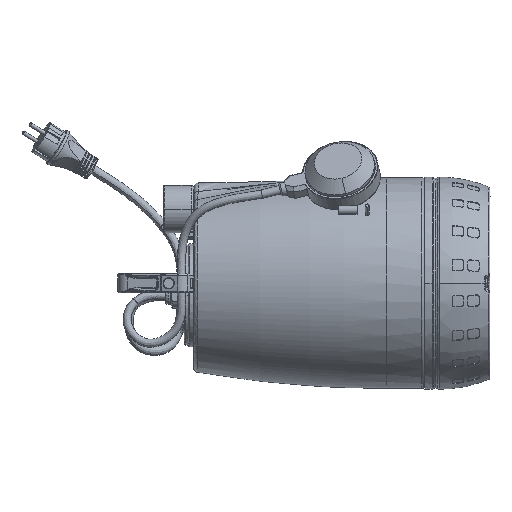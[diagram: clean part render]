
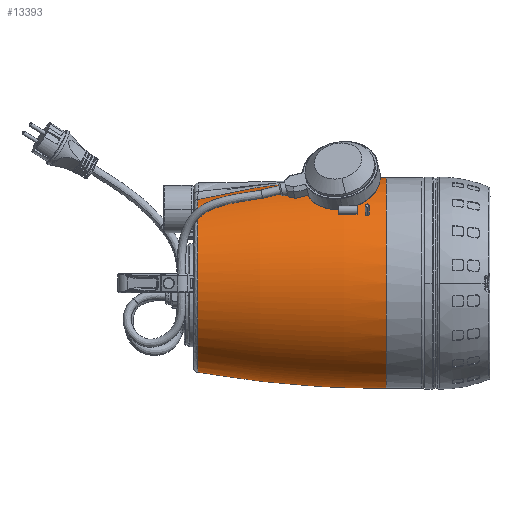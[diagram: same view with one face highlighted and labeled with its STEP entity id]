
A CAD part, left-side view. The second image highlights one B-rep face of the part: STEP entity #13393.
In plain terms, the highlighted toroidal (fillet/blend) face has major radius 1069.78 mm and minor radius 1183.03 mm.
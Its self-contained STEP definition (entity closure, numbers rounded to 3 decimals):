
#698 = EDGE_CURVE ( 'NONE', #140189, #125294, #128970, .T. ) ;
#1125 = ORIENTED_EDGE ( 'NONE', *, *, #93738, .T. ) ;
#5464 = AXIS2_PLACEMENT_3D ( 'NONE', #63100, #30140, #42144 ) ;
#6963 = CARTESIAN_POINT ( 'NONE',  ( -110.539, 229.415, -33.578 ) ) ;
#9718 = CARTESIAN_POINT ( 'NONE',  ( -121.429, 177.554, -25.186 ) ) ;
#10131 = CARTESIAN_POINT ( 'NONE',  ( 74.836, 229.415, 0. ) ) ;
#11189 = CARTESIAN_POINT ( 'NONE',  ( -132.156, 95.099, -0.614 ) ) ;
#12614 = TOROIDAL_SURFACE ( 'NONE', #5464, -1069.781, 1183.031 ) ;
#13393 = ADVANCED_FACE ( 'NONE', ( #28657 ), #12614, .T. ) ;
#18208 = CARTESIAN_POINT ( 'NONE',  ( -90.896, 229.415, -66.936 ) ) ;
#18899 = AXIS2_PLACEMENT_3D ( 'NONE', #56819, #69496, #32900 ) ;
#21711 = CARTESIAN_POINT ( 'NONE',  ( -112.546, 220.768, -32.417 ) ) ;
#23193 = CARTESIAN_POINT ( 'NONE',  ( -118.129, 194.833, -28.366 ) ) ;
#23909 = CARTESIAN_POINT ( 'NONE',  ( -111.216, 226.534, -33.202 ) ) ;
#25400 = EDGE_CURVE ( 'NONE', #74010, #87302, #80382, .T. ) ;
#26989 = AXIS2_PLACEMENT_3D ( 'NONE', #136406, #54248, #145426 ) ;
#28657 = FACE_OUTER_BOUND ( 'NONE', #124609, .T. ) ;
#29396 = CARTESIAN_POINT ( 'NONE',  ( 28.243, 229.415, -84.418 ) ) ;
#30140 = DIRECTION ( 'NONE',  ( 0., -1., 0. ) ) ;
#30151 = CARTESIAN_POINT ( 'NONE',  ( 54.078, 229.415, -62.626 ) ) ;
#32181 = CARTESIAN_POINT ( 'NONE',  ( -130.948, 109.059, -8.407 ) ) ;
#32900 = DIRECTION ( 'NONE',  ( 1., 0., 0. ) ) ;
#35553 = CIRCLE ( 'NONE', #18899, 1183.031 ) ;
#40651 = CARTESIAN_POINT ( 'NONE',  ( 74.836, 229.415, 0. ) ) ;
#42144 = DIRECTION ( 'NONE',  ( 1., 0., 0. ) ) ;
#54248 = DIRECTION ( 'NONE',  ( 0., 0., -1. ) ) ;
#56819 = CARTESIAN_POINT ( 'NONE',  ( 1048.888, 26.561, 0. ) ) ;
#63100 = CARTESIAN_POINT ( 'NONE',  ( -20.893, 26.561, 0. ) ) ;
#68807 = CARTESIAN_POINT ( 'NONE',  ( -131.984, 97.277, -3.154 ) ) ;
#69496 = DIRECTION ( 'NONE',  ( 0., 0., 1. ) ) ;
#69531 = CARTESIAN_POINT ( 'NONE',  ( -131.331, 104.949, -6.935 ) ) ;
#74010 = VERTEX_POINT ( 'NONE', #136778 ) ;
#75044 = CARTESIAN_POINT ( 'NONE',  ( -3.482, 229.415, -96.117 ) ) ;
#75802 = CARTESIAN_POINT ( 'NONE',  ( -108.595, 229.415, -38.769 ) ) ;
#78710 = CARTESIAN_POINT ( 'NONE',  ( -20.893, 26.561, 0. ) ) ;
#80382 = CIRCLE ( 'NONE', #87535, 113.25 ) ;
#80907 = DIRECTION ( 'NONE',  ( 0., -1., 0. ) ) ;
#82220 = ORIENTED_EDGE ( 'NONE', *, *, #87357, .F. ) ;
#86223 = CARTESIAN_POINT ( 'NONE',  ( 73.865, 229.415, -16.658 ) ) ;
#86547 = ORIENTED_EDGE ( 'NONE', *, *, #25400, .F. ) ;
#87302 = VERTEX_POINT ( 'NONE', #126347 ) ;
#87357 = EDGE_CURVE ( 'NONE', #115445, #74010, #35553, .T. ) ;
#87535 = AXIS2_PLACEMENT_3D ( 'NONE', #78710, #80907, #101106 ) ;
#87705 = CARTESIAN_POINT ( 'NONE',  ( -103.787, 229.415, -48.837 ) ) ;
#90475 = CARTESIAN_POINT ( 'NONE',  ( -110.539, 229.415, -33.578 ) ) ;
#91434 = CIRCLE ( 'NONE', #26989, 1183.031 ) ;
#91728 = B_SPLINE_CURVE_WITH_KNOTS ( 'NONE', 3,
 ( #90475, #23909, #21711, #147358, #23193, #9718, #136120, #113691, #100205, #125652, #123468, #112209, #32181, #69531, #103141, #112952, #68807, #126388, #11189, #114422 ),
 .UNSPECIFIED., .F., .F.,
 ( 4, 1, 1, 1, 1, 1, 1, 1, 1, 1, 1, 1, 1, 1, 1, 1, 1, 4 ),
 ( 0., 0.032, 0.063, 0.127, 0.19, 0.253, 0.317, 0.348, 0.38, 0.411, 0.427, 0.442, 0.458, 0.473, 0.481, 0.488, 0.494, 0.5 ),
 .UNSPECIFIED. ) ;
#93738 = EDGE_CURVE ( 'NONE', #140189, #87302, #91434, .T. ) ;
#96681 = CARTESIAN_POINT ( 'NONE',  ( 74.836, 229.415, -5.544 ) ) ;
#99103 = EDGE_CURVE ( 'NONE', #125294, #115445, #91728, .T. ) ;
#100205 = CARTESIAN_POINT ( 'NONE',  ( -128.091, 134.497, -15.651 ) ) ;
#100907 = CARTESIAN_POINT ( 'NONE',  ( -110.539, 229.415, -33.578 ) ) ;
#101106 = DIRECTION ( 'NONE',  ( 1., 0., 0. ) ) ;
#103141 = CARTESIAN_POINT ( 'NONE',  ( -131.626, 101.603, -5.548 ) ) ;
#112209 = CARTESIAN_POINT ( 'NONE',  ( -130.535, 113.234, -9.763 ) ) ;
#112952 = CARTESIAN_POINT ( 'NONE',  ( -131.84, 99.045, -4.265 ) ) ;
#113691 = CARTESIAN_POINT ( 'NONE',  ( -126.549, 145.945, -18.437 ) ) ;
#114422 = CARTESIAN_POINT ( 'NONE',  ( -132.156, 95.099, 0. ) ) ;
#115445 = VERTEX_POINT ( 'NONE', #144999 ) ;
#120687 = CARTESIAN_POINT ( 'NONE',  ( -69.133, 229.415, -84.944 ) ) ;
#123468 = CARTESIAN_POINT ( 'NONE',  ( -129.947, 118.861, -11.466 ) ) ;
#124609 = EDGE_LOOP ( 'NONE', ( #82220, #144150, #140043, #1125, #86547 ) ) ;
#125294 = VERTEX_POINT ( 'NONE', #100907 ) ;
#125652 = CARTESIAN_POINT ( 'NONE',  ( -129.148, 125.949, -13.441 ) ) ;
#126347 = CARTESIAN_POINT ( 'NONE',  ( 92.357, 26.561, 0. ) ) ;
#126388 = CARTESIAN_POINT ( 'NONE',  ( -132.103, 95.786, -1.963 ) ) ;
#128970 = B_SPLINE_CURVE_WITH_KNOTS ( 'NONE', 3,
 ( #40651, #96681, #86223, #142343, #30151, #29396, #75044, #131135, #120687, #18208, #87705, #75802, #6963 ),
 .UNSPECIFIED., .F., .F.,
 ( 4, 1, 1, 1, 1, 1, 1, 1, 1, 1, 4 ),
 ( 0., 0.063, 0.125, 0.25, 0.375, 0.5, 0.625, 0.75, 0.875, 0.937, 1. ),
 .UNSPECIFIED. ) ;
#131135 = CARTESIAN_POINT ( 'NONE',  ( -37.296, 229.415, -96.289 ) ) ;
#136120 = CARTESIAN_POINT ( 'NONE',  ( -124.386, 160.298, -21.664 ) ) ;
#136406 = CARTESIAN_POINT ( 'NONE',  ( -1090.673, 26.561, 0. ) ) ;
#136778 = CARTESIAN_POINT ( 'NONE',  ( -134.143, 26.561, 0. ) ) ;
#140043 = ORIENTED_EDGE ( 'NONE', *, *, #698, .F. ) ;
#140189 = VERTEX_POINT ( 'NONE', #10131 ) ;
#142343 = CARTESIAN_POINT ( 'NONE',  ( 68.142, 229.415, -38.128 ) ) ;
#144150 = ORIENTED_EDGE ( 'NONE', *, *, #99103, .F. ) ;
#144999 = CARTESIAN_POINT ( 'NONE',  ( -132.156, 95.099, 0. ) ) ;
#145426 = DIRECTION ( 'NONE',  ( 0., 1., 0. ) ) ;
#147358 = CARTESIAN_POINT ( 'NONE',  ( -115.111, 209.24, -30.72 ) ) ;
